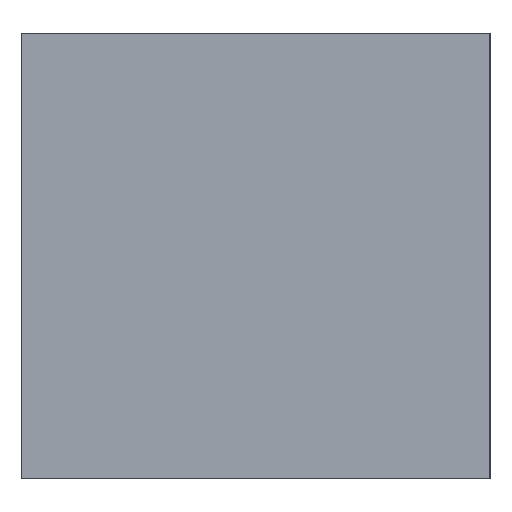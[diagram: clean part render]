
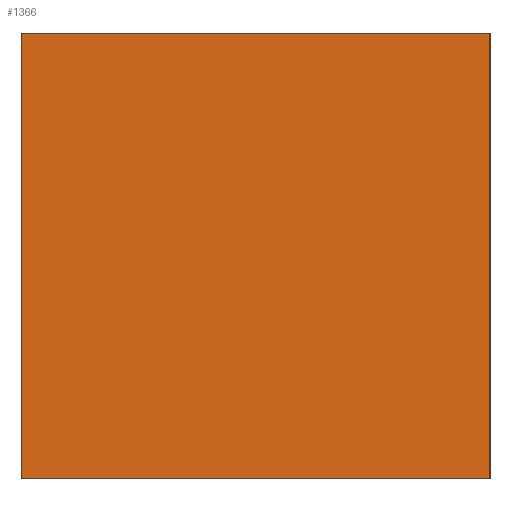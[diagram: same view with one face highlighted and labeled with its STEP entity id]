
A CAD part, left-side view. The second image highlights one B-rep face of the part: STEP entity #1366.
In plain terms, the highlighted planar face has unit normal (-1, 0, 0).
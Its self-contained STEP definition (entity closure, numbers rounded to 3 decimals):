
#9 = ORIENTED_EDGE ( 'NONE', *, *, #1793, .T. ) ;
#99 = ORIENTED_EDGE ( 'NONE', *, *, #517, .T. ) ;
#150 = VECTOR ( 'NONE', #2211, 1000. ) ;
#207 = CARTESIAN_POINT ( 'NONE',  ( -60., -42., -80. ) ) ;
#360 = DIRECTION ( 'NONE',  ( 0., 0., 1. ) ) ;
#452 = DIRECTION ( 'NONE',  ( 0., 0., 1. ) ) ;
#517 = EDGE_CURVE ( 'NONE', #519, #1469, #1980, .T. ) ;
#519 = VERTEX_POINT ( 'NONE', #1789 ) ;
#722 = CARTESIAN_POINT ( 'NONE',  ( -60., -42., 0. ) ) ;
#769 = PLANE ( 'NONE',  #2235 ) ;
#934 = VECTOR ( 'NONE', #452, 1000. ) ;
#994 = ORIENTED_EDGE ( 'NONE', *, *, #1456, .F. ) ;
#999 = DIRECTION ( 'NONE',  ( 0., -1., 0. ) ) ;
#1000 = VECTOR ( 'NONE', #2563, 1000. ) ;
#1110 = CARTESIAN_POINT ( 'NONE',  ( -60., -42., -80. ) ) ;
#1129 = DIRECTION ( 'NONE',  ( -1., 0., 0. ) ) ;
#1183 = EDGE_LOOP ( 'NONE', ( #994, #1830, #99, #9 ) ) ;
#1187 = CARTESIAN_POINT ( 'NONE',  ( -60., -42., 0. ) ) ;
#1262 = VECTOR ( 'NONE', #999, 1000. ) ;
#1328 = CARTESIAN_POINT ( 'NONE',  ( -60., -42., -80. ) ) ;
#1366 = ADVANCED_FACE ( 'NONE', ( #2523 ), #769, .T. ) ;
#1456 = EDGE_CURVE ( 'NONE', #1856, #1899, #2158, .T. ) ;
#1469 = VERTEX_POINT ( 'NONE', #1110 ) ;
#1559 = LINE ( 'NONE', #2402, #150 ) ;
#1789 = CARTESIAN_POINT ( 'NONE',  ( -60., 42., -80. ) ) ;
#1793 = EDGE_CURVE ( 'NONE', #1469, #1899, #2224, .T. ) ;
#1830 = ORIENTED_EDGE ( 'NONE', *, *, #2003, .F. ) ;
#1856 = VERTEX_POINT ( 'NONE', #2473 ) ;
#1899 = VERTEX_POINT ( 'NONE', #722 ) ;
#1980 = LINE ( 'NONE', #207, #1262 ) ;
#2003 = EDGE_CURVE ( 'NONE', #519, #1856, #1559, .T. ) ;
#2158 = LINE ( 'NONE', #1187, #1000 ) ;
#2200 = CARTESIAN_POINT ( 'NONE',  ( -60., -42., -80. ) ) ;
#2211 = DIRECTION ( 'NONE',  ( 0., 0., 1. ) ) ;
#2224 = LINE ( 'NONE', #2200, #934 ) ;
#2235 = AXIS2_PLACEMENT_3D ( 'NONE', #1328, #1129, #360 ) ;
#2402 = CARTESIAN_POINT ( 'NONE',  ( -60., 42., -80. ) ) ;
#2473 = CARTESIAN_POINT ( 'NONE',  ( -60., 42., 0. ) ) ;
#2523 = FACE_OUTER_BOUND ( 'NONE', #1183, .T. ) ;
#2563 = DIRECTION ( 'NONE',  ( 0., -1., 0. ) ) ;
